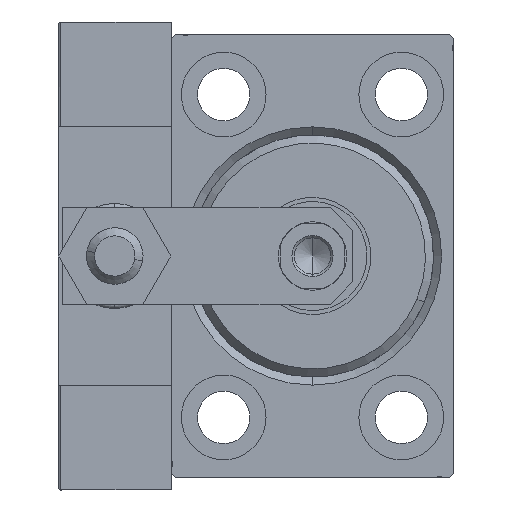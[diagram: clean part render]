
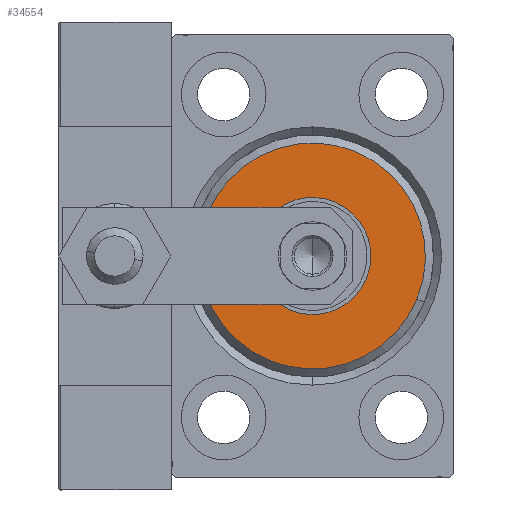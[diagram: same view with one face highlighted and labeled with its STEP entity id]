
A CAD part, left-side view. The second image highlights one B-rep face of the part: STEP entity #34554.
In plain terms, the highlighted face is planar.
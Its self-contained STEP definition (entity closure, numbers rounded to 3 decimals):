
#1198 = DIRECTION ( 'NONE',  ( 0., 0., -1. ) ) ;
#3199 = CARTESIAN_POINT ( 'NONE',  ( 3., 0., 0. ) ) ;
#3442 = CARTESIAN_POINT ( 'NONE',  ( 3., 0., 0. ) ) ;
#3530 = VERTEX_POINT ( 'NONE', #21400 ) ;
#5622 = EDGE_CURVE ( 'NONE', #12096, #3530, #6565, .T. ) ;
#6565 = CIRCLE ( 'NONE', #15609, 7.25 ) ;
#7479 = ORIENTED_EDGE ( 'NONE', *, *, #30166, .T. ) ;
#11593 = ORIENTED_EDGE ( 'NONE', *, *, #5622, .F. ) ;
#11669 = VERTEX_POINT ( 'NONE', #49823 ) ;
#12002 = DIRECTION ( 'NONE',  ( 0., 0., -1. ) ) ;
#12096 = VERTEX_POINT ( 'NONE', #33151 ) ;
#15609 = AXIS2_PLACEMENT_3D ( 'NONE', #27943, #40138, #1198 ) ;
#20853 = EDGE_CURVE ( 'NONE', #3530, #12096, #42916, .T. ) ;
#20867 = ORIENTED_EDGE ( 'NONE', *, *, #20853, .F. ) ;
#21329 = DIRECTION ( 'NONE',  ( 0., 0., -1. ) ) ;
#21400 = CARTESIAN_POINT ( 'NONE',  ( 3., 0., -7.25 ) ) ;
#21978 = CIRCLE ( 'NONE', #46369, 14. ) ;
#23856 = EDGE_LOOP ( 'NONE', ( #20867, #11593 ) ) ;
#26372 = DIRECTION ( 'NONE',  ( 0., 0., -1. ) ) ;
#27481 = AXIS2_PLACEMENT_3D ( 'NONE', #43996, #29474, #21329 ) ;
#27943 = CARTESIAN_POINT ( 'NONE',  ( 3., 0., 0. ) ) ;
#29474 = DIRECTION ( 'NONE',  ( 1., 0., 0. ) ) ;
#30166 = EDGE_CURVE ( 'NONE', #36234, #11669, #49963, .T. ) ;
#30198 = FACE_OUTER_BOUND ( 'NONE', #50128, .T. ) ;
#30695 = DIRECTION ( 'NONE',  ( 1., 0., 0. ) ) ;
#33151 = CARTESIAN_POINT ( 'NONE',  ( 3., 0., 7.25 ) ) ;
#33997 = DIRECTION ( 'NONE',  ( 1., 0., 0. ) ) ;
#34554 = ADVANCED_FACE ( 'NONE', ( #30198, #45721 ), #38337, .T. ) ;
#36234 = VERTEX_POINT ( 'NONE', #37603 ) ;
#37603 = CARTESIAN_POINT ( 'NONE',  ( 3., 0., 14. ) ) ;
#38337 = PLANE ( 'NONE',  #48383 ) ;
#40138 = DIRECTION ( 'NONE',  ( 1., 0., 0. ) ) ;
#42149 = CARTESIAN_POINT ( 'NONE',  ( 3., 0., 0. ) ) ;
#42634 = ORIENTED_EDGE ( 'NONE', *, *, #50168, .T. ) ;
#42652 = AXIS2_PLACEMENT_3D ( 'NONE', #3199, #33997, #45701 ) ;
#42916 = CIRCLE ( 'NONE', #27481, 7.25 ) ;
#43996 = CARTESIAN_POINT ( 'NONE',  ( 3., 0., 0. ) ) ;
#45701 = DIRECTION ( 'NONE',  ( 0., 0., -1. ) ) ;
#45721 = FACE_BOUND ( 'NONE', #23856, .T. ) ;
#46369 = AXIS2_PLACEMENT_3D ( 'NONE', #3442, #46877, #12002 ) ;
#46877 = DIRECTION ( 'NONE',  ( 1., 0., 0. ) ) ;
#48383 = AXIS2_PLACEMENT_3D ( 'NONE', #42149, #30695, #26372 ) ;
#49823 = CARTESIAN_POINT ( 'NONE',  ( 3., 0., -14. ) ) ;
#49963 = CIRCLE ( 'NONE', #42652, 14. ) ;
#50128 = EDGE_LOOP ( 'NONE', ( #7479, #42634 ) ) ;
#50168 = EDGE_CURVE ( 'NONE', #11669, #36234, #21978, .T. ) ;
